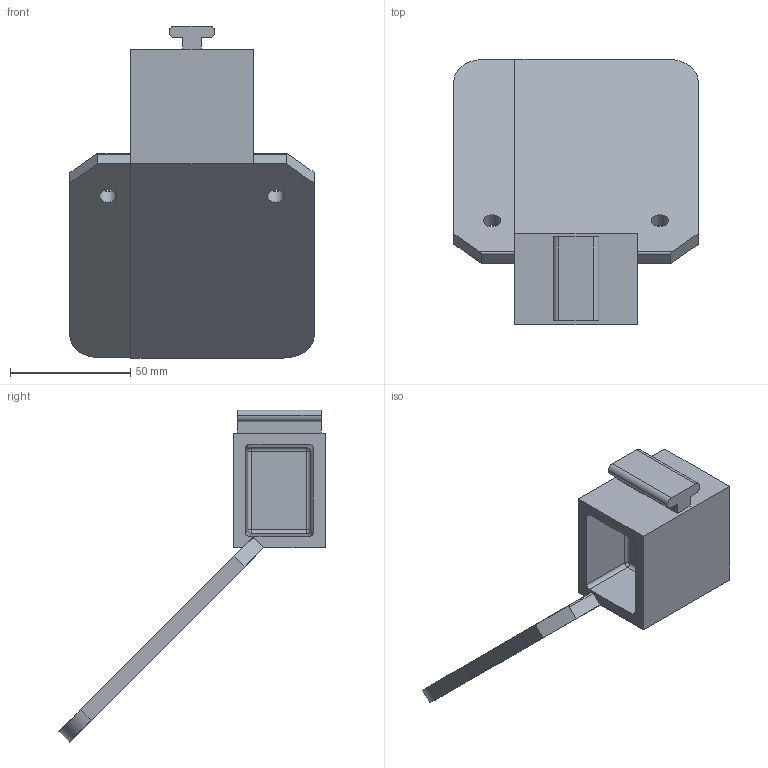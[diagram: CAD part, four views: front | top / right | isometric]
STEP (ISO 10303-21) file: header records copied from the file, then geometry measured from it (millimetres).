
FILE_DESCRIPTION(('CATIA V5 STEP Exchange','CAx-IF Rec.Pracs.--- Model Styling and Organization---1.5--- 2016-08-15','CAx-IF Rec.Pracs.---Supplemental Geometry---1.0---2011-11-01','CAx-IF Rec.Pracs.--- Composite Materials ---1.1---2010-07-15'),'2;1');
FILE_NAME('DE56-G 1.50 INDEX NEW PADDLE CX482 YS304 RR DOOR OTR 05-21-21.stp','2021-05-21T14:16:58+00:00',('none'),('none'),'CATIA Version 5-6 Release 2020 SP3 HF5','CATIA V5 STEP AP214 Edition 3 v2','none');
FILE_SCHEMA(('AUTOMOTIVE_DESIGN { 1 0 10303 214 3 1 1 1 }'));
Length unit declared in the file: inch
Products named in the file (1): DE56-G 1.50 INDEX NEW PADDLE CX482 YS304 RR DOOR OTR
Bounding box: 101.6 x 110.71 x 138.16 mm (x, y, z)
Volume: 124228 mm3; surface area: 43449 mm2
Topology: 1 solids, 1 shells, 113 faces, 288 edges, 170 vertices
Faces by surface type: plane 45, cylinder 42, sphere 12, bspline 8, torus 5, cone 1
Entity records: 3649 total; most frequent: CARTESIAN_POINT 1216, ORIENTED_EDGE 552, DIRECTION 382, EDGE_CURVE 276, AXIS2_PLACEMENT_3D 176, VERTEX_POINT 170, VECTOR 124, LINE 124
